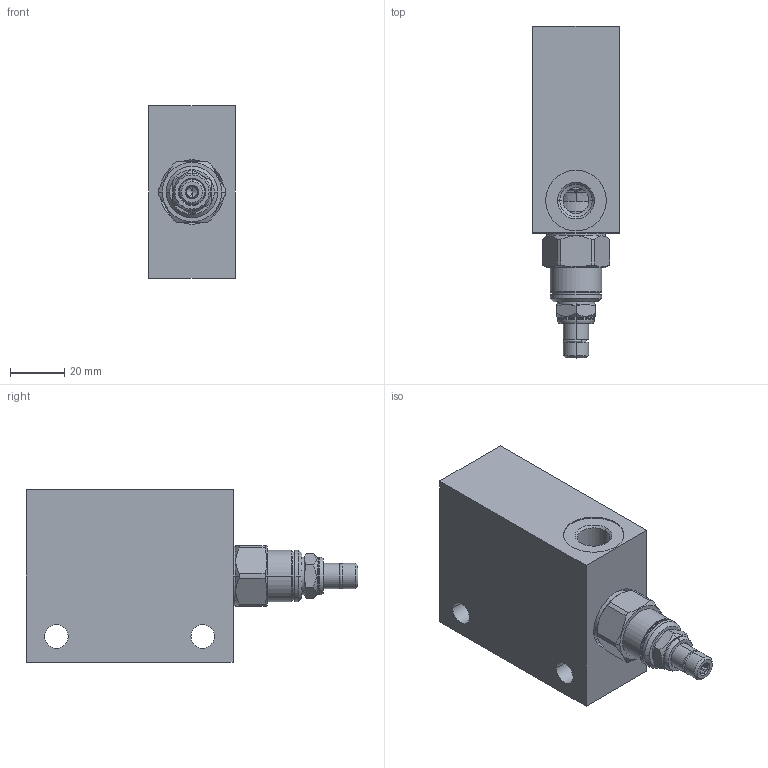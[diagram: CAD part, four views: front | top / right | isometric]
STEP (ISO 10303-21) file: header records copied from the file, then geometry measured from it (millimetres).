
FILE_DESCRIPTION((''),'2;1');
FILE_NAME('RVCALAN-ECV_ASM','2022-02-14T',('ProEService'),(''),'PRO/ENGINEER BY PARAMETRIC TECHNOLOGY CORPORATION, 2014200','PRO/ENGINEER BY PARAMETRIC TECHNOLOGY CORPORATION, 2014200','');
FILE_SCHEMA(('CONFIG_CONTROL_DESIGN'));
Length unit declared in the file: inch
Products named in the file (3): 150-239-009; RVCALAN; RVCALAN-ECV_ASM
Assembly tree (2 placements, depth 2):
  RVCALAN-ECV_ASM
    150-239-009
    RVCALAN
Bounding box: 31.75 x 122.2 x 63.5 mm (x, y, z)
Volume: 142832.3 mm3; surface area: 34071.4 mm2
Topology: 5 solids, 6 shells, 267 faces, 778 edges, 601 vertices
Faces by surface type: cylinder 98, plane 66, cone 62, torus 29, revolution 12
Entity records: 10379 total; most frequent: CARTESIAN_POINT 3258, DIRECTION 1559, ORIENTED_EDGE 1214, EDGE_CURVE 607, AXIS2_PLACEMENT_3D 581, VECTOR 385, LINE 385, VERTEX_POINT 368
